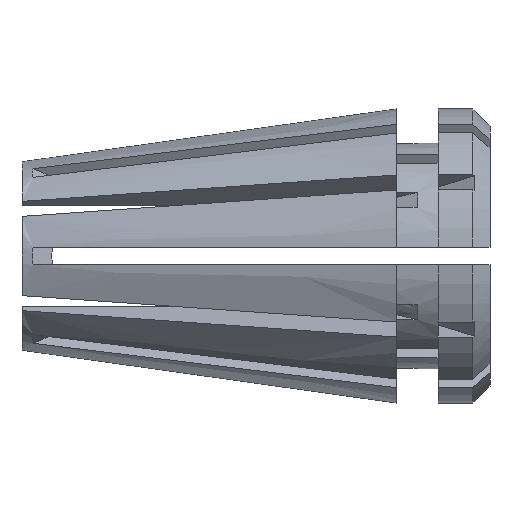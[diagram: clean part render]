
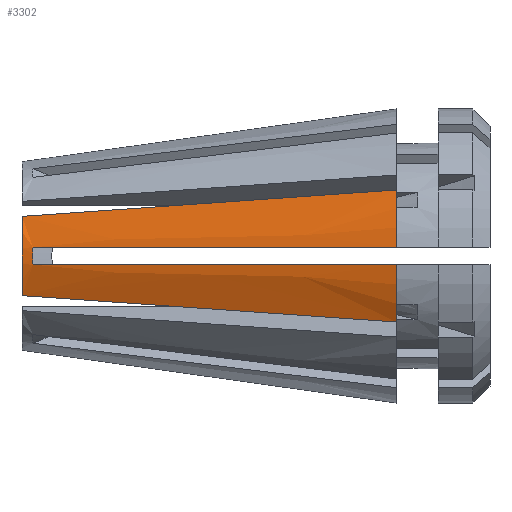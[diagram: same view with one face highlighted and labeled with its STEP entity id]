
A CAD part, front view. The second image highlights one B-rep face of the part: STEP entity #3302.
In plain terms, the highlighted conical face has half-angle 8 degrees and reference radius 4.25 mm.
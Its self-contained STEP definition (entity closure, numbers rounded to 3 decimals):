
#6 = DIRECTION ( 'NONE',  ( 0., 0., -1. ) ) ;
#19 = CARTESIAN_POINT ( 'NONE',  ( 10.8, -4.243, 0.25 ) ) ;
#168 = B_SPLINE_CURVE_WITH_KNOTS ( 'NONE', 3,
 ( #19, #631, #4222, #297 ),
 .UNSPECIFIED., .F., .F.,
 ( 4, 4 ),
 ( 0.015, 0.025 ),
 .UNSPECIFIED. ) ;
#210 = CARTESIAN_POINT ( 'NONE',  ( 3.167, -2.868, -1.367 ) ) ;
#297 = CARTESIAN_POINT ( 'NONE',  ( 0.317, -2.766, 0.25 ) ) ;
#337 = CIRCLE ( 'NONE', #2802, 2.732 ) ;
#381 = DIRECTION ( 'NONE',  ( -1., 0., 0. ) ) ;
#431 = ORIENTED_EDGE ( 'NONE', *, *, #3933, .T. ) ;
#530 = B_SPLINE_CURVE_WITH_KNOTS ( 'NONE', 3,
 ( #2712, #3215, #4104, #2741 ),
 .UNSPECIFIED., .F., .F.,
 ( 4, 4 ),
 ( 0., 0.001 ),
 .UNSPECIFIED. ) ;
#545 = CARTESIAN_POINT ( 'NONE',  ( 6.767, -3.308, -1.621 ) ) ;
#601 = CARTESIAN_POINT ( 'NONE',  ( 0.317, -2.766, -0.25 ) ) ;
#624 = CARTESIAN_POINT ( 'NONE',  ( 0., -2.481, 1.144 ) ) ;
#631 = CARTESIAN_POINT ( 'NONE',  ( 7.306, -3.751, 0.25 ) ) ;
#708 = ORIENTED_EDGE ( 'NONE', *, *, #3345, .F. ) ;
#714 = CARTESIAN_POINT ( 'NONE',  ( 10.8, -4.243, -0.25 ) ) ;
#805 = VERTEX_POINT ( 'NONE', #3569 ) ;
#871 = CARTESIAN_POINT ( 'NONE',  ( 10.8, -3.8, -1.905 ) ) ;
#951 = CARTESIAN_POINT ( 'NONE',  ( 3.167, -2.868, 1.367 ) ) ;
#1078 = AXIS2_PLACEMENT_3D ( 'NONE', #2414, #2334, #2321 ) ;
#1120 = EDGE_CURVE ( 'NONE', #1502, #3288, #530, .T. ) ;
#1179 = CARTESIAN_POINT ( 'NONE',  ( 10.8, -4.243, -0.25 ) ) ;
#1211 = CONICAL_SURFACE ( 'NONE', #1506, 4.25, 0.14 ) ;
#1261 = ORIENTED_EDGE ( 'NONE', *, *, #1947, .T. ) ;
#1286 = ORIENTED_EDGE ( 'NONE', *, *, #2077, .T. ) ;
#1303 = VERTEX_POINT ( 'NONE', #1179 ) ;
#1315 = CARTESIAN_POINT ( 'NONE',  ( 10.8, 0., 0. ) ) ;
#1386 = VERTEX_POINT ( 'NONE', #2799 ) ;
#1473 = B_SPLINE_CURVE_WITH_KNOTS ( 'NONE', 3,
 ( #624, #2243, #951, #3897, #1922, #3243, #2583 ),
 .UNSPECIFIED., .F., .F.,
 ( 4, 3, 4 ),
 ( 0., 0.005, 0.011 ),
 .UNSPECIFIED. ) ;
#1478 = EDGE_LOOP ( 'NONE', ( #708, #431, #1261, #1286, #2083, #3916, #4248, #2999 ) ) ;
#1502 = VERTEX_POINT ( 'NONE', #601 ) ;
#1506 = AXIS2_PLACEMENT_3D ( 'NONE', #1315, #3281, #6 ) ;
#1588 = DIRECTION ( 'NONE',  ( -1., 0., 0. ) ) ;
#1785 = EDGE_CURVE ( 'NONE', #3397, #3288, #168, .T. ) ;
#1922 = CARTESIAN_POINT ( 'NONE',  ( 6.767, -3.308, 1.621 ) ) ;
#1942 = CIRCLE ( 'NONE', #1078, 4.25 ) ;
#1945 = CIRCLE ( 'NONE', #3739, 4.25 ) ;
#1947 = EDGE_CURVE ( 'NONE', #2134, #1303, #1942, .T. ) ;
#2077 = EDGE_CURVE ( 'NONE', #1303, #1502, #4094, .T. ) ;
#2083 = ORIENTED_EDGE ( 'NONE', *, *, #1120, .T. ) ;
#2130 = EDGE_CURVE ( 'NONE', #1386, #805, #1473, .T. ) ;
#2134 = VERTEX_POINT ( 'NONE', #2916 ) ;
#2243 = CARTESIAN_POINT ( 'NONE',  ( 1.583, -2.675, 1.256 ) ) ;
#2321 = DIRECTION ( 'NONE',  ( 0., 0., 1. ) ) ;
#2334 = DIRECTION ( 'NONE',  ( -1., 0., 0. ) ) ;
#2351 = CARTESIAN_POINT ( 'NONE',  ( 0., 0., 0. ) ) ;
#2414 = CARTESIAN_POINT ( 'NONE',  ( 10.8, 0., 0. ) ) ;
#2446 = CARTESIAN_POINT ( 'NONE',  ( 0.317, -2.766, -0.25 ) ) ;
#2508 = CARTESIAN_POINT ( 'NONE',  ( 4.75, -3.062, -1.479 ) ) ;
#2583 = CARTESIAN_POINT ( 'NONE',  ( 10.8, -3.8, 1.905 ) ) ;
#2671 = DIRECTION ( 'NONE',  ( 0., 0., 1. ) ) ;
#2678 = CARTESIAN_POINT ( 'NONE',  ( 3.812, -3.259, -0.25 ) ) ;
#2712 = CARTESIAN_POINT ( 'NONE',  ( 0.317, -2.766, -0.25 ) ) ;
#2741 = CARTESIAN_POINT ( 'NONE',  ( 0.317, -2.766, 0.25 ) ) ;
#2799 = CARTESIAN_POINT ( 'NONE',  ( 0., -2.481, 1.144 ) ) ;
#2802 = AXIS2_PLACEMENT_3D ( 'NONE', #2351, #381, #2671 ) ;
#2812 = CARTESIAN_POINT ( 'NONE',  ( 1.583, -2.675, -1.256 ) ) ;
#2828 = CARTESIAN_POINT ( 'NONE',  ( 8.783, -3.554, -1.763 ) ) ;
#2916 = CARTESIAN_POINT ( 'NONE',  ( 10.8, -3.8, -1.905 ) ) ;
#2999 = ORIENTED_EDGE ( 'NONE', *, *, #2130, .F. ) ;
#3045 = FACE_OUTER_BOUND ( 'NONE', #1478, .T. ) ;
#3215 = CARTESIAN_POINT ( 'NONE',  ( 0.294, -2.778, -0.083 ) ) ;
#3243 = CARTESIAN_POINT ( 'NONE',  ( 8.783, -3.554, 1.763 ) ) ;
#3281 = DIRECTION ( 'NONE',  ( 1., 0., 0. ) ) ;
#3288 = VERTEX_POINT ( 'NONE', #4250 ) ;
#3302 = ADVANCED_FACE ( 'NONE', ( #3045 ), #1211, .T. ) ;
#3345 = EDGE_CURVE ( 'NONE', #3708, #1386, #337, .T. ) ;
#3346 = B_SPLINE_CURVE_WITH_KNOTS ( 'NONE', 3,
 ( #3805, #2812, #210, #2508, #545, #2828, #871 ),
 .UNSPECIFIED., .F., .F.,
 ( 4, 3, 4 ),
 ( 0., 0.005, 0.011 ),
 .UNSPECIFIED. ) ;
#3394 = CARTESIAN_POINT ( 'NONE',  ( 7.306, -3.751, -0.25 ) ) ;
#3397 = VERTEX_POINT ( 'NONE', #4005 ) ;
#3545 = CARTESIAN_POINT ( 'NONE',  ( 10.8, 0., 0. ) ) ;
#3569 = CARTESIAN_POINT ( 'NONE',  ( 10.8, -3.8, 1.905 ) ) ;
#3689 = CARTESIAN_POINT ( 'NONE',  ( 0., -2.481, -1.144 ) ) ;
#3708 = VERTEX_POINT ( 'NONE', #3689 ) ;
#3739 = AXIS2_PLACEMENT_3D ( 'NONE', #3545, #1588, #3870 ) ;
#3805 = CARTESIAN_POINT ( 'NONE',  ( 0., -2.481, -1.144 ) ) ;
#3870 = DIRECTION ( 'NONE',  ( 0., 0., 1. ) ) ;
#3897 = CARTESIAN_POINT ( 'NONE',  ( 4.75, -3.062, 1.479 ) ) ;
#3916 = ORIENTED_EDGE ( 'NONE', *, *, #1785, .F. ) ;
#3933 = EDGE_CURVE ( 'NONE', #3708, #2134, #3346, .T. ) ;
#4003 = EDGE_CURVE ( 'NONE', #3397, #805, #1945, .T. ) ;
#4005 = CARTESIAN_POINT ( 'NONE',  ( 10.8, -4.243, 0.25 ) ) ;
#4094 = B_SPLINE_CURVE_WITH_KNOTS ( 'NONE', 3,
 ( #714, #3394, #2678, #2446 ),
 .UNSPECIFIED., .F., .F.,
 ( 4, 4 ),
 ( 0.015, 0.025 ),
 .UNSPECIFIED. ) ;
#4104 = CARTESIAN_POINT ( 'NONE',  ( 0.294, -2.778, 0.083 ) ) ;
#4222 = CARTESIAN_POINT ( 'NONE',  ( 3.812, -3.259, 0.25 ) ) ;
#4248 = ORIENTED_EDGE ( 'NONE', *, *, #4003, .T. ) ;
#4250 = CARTESIAN_POINT ( 'NONE',  ( 0.317, -2.766, 0.25 ) ) ;
